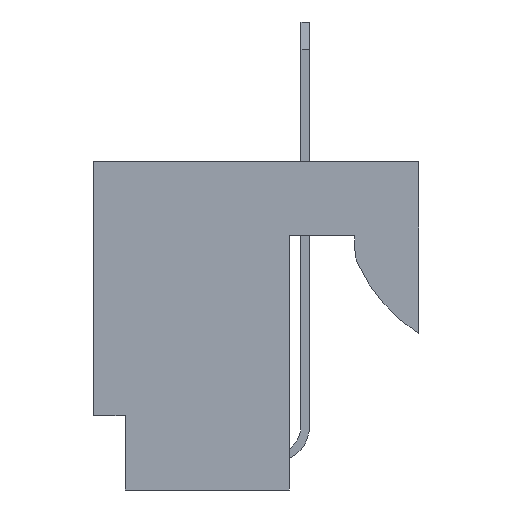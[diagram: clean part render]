
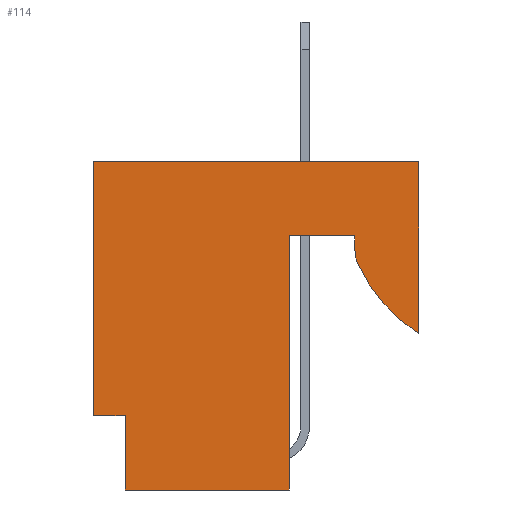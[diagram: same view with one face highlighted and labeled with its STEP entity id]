
A CAD part, left-side view. The second image highlights one B-rep face of the part: STEP entity #114.
In plain terms, the highlighted planar face has unit normal (-1, 0, 0).
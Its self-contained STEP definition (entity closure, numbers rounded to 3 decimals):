
#114=ADVANCED_FACE('',(#417),#418,.F.);
#417=FACE_OUTER_BOUND('',#977,.T.);
#418=PLANE('',#978);
#977=EDGE_LOOP('',(#1657,#1658,#1659,#1660,#1661,#1662,#1663,#1664,#1665,#1666,#1667));
#978=AXIS2_PLACEMENT_3D('',#1668,#1669,#1670);
#1657=ORIENTED_EDGE('',*,*,#3943,.F.);
#1658=ORIENTED_EDGE('',*,*,#3944,.F.);
#1659=ORIENTED_EDGE('',*,*,#3945,.F.);
#1660=ORIENTED_EDGE('',*,*,#3946,.F.);
#1661=ORIENTED_EDGE('',*,*,#3947,.F.);
#1662=ORIENTED_EDGE('',*,*,#3948,.F.);
#1663=ORIENTED_EDGE('',*,*,#3949,.F.);
#1664=ORIENTED_EDGE('',*,*,#3950,.F.);
#1665=ORIENTED_EDGE('',*,*,#3951,.F.);
#1666=ORIENTED_EDGE('',*,*,#3952,.F.);
#1667=ORIENTED_EDGE('',*,*,#3953,.F.);
#1668=CARTESIAN_POINT('',(-5.029,0.0,0.0));
#1669=DIRECTION('',(1.0,0.0,0.0));
#1670=DIRECTION('',(0.0,1.0,-0.0));
#3943=EDGE_CURVE('',#4833,#4834,#4835,.T.);
#3944=EDGE_CURVE('',#4836,#4833,#4837,.T.);
#3945=EDGE_CURVE('',#4838,#4836,#4839,.T.);
#3946=EDGE_CURVE('',#4840,#4838,#4841,.T.);
#3947=EDGE_CURVE('',#4842,#4840,#4843,.T.);
#3948=EDGE_CURVE('',#4844,#4842,#4845,.T.);
#3949=EDGE_CURVE('',#4846,#4844,#4847,.T.);
#3950=EDGE_CURVE('',#4848,#4846,#4849,.T.);
#3951=EDGE_CURVE('',#4850,#4848,#4851,.T.);
#3952=EDGE_CURVE('',#4852,#4850,#4853,.T.);
#3953=EDGE_CURVE('',#4834,#4852,#4854,.T.);
#4833=VERTEX_POINT('',#6157);
#4834=VERTEX_POINT('',#6158);
#4835=LINE('',#6159,#6160);
#4836=VERTEX_POINT('',#6161);
#4837=LINE('',#6162,#6163);
#4838=VERTEX_POINT('',#6164);
#4839=LINE('',#6165,#6166);
#4840=VERTEX_POINT('',#6167);
#4841=LINE('',#6168,#6169);
#4842=VERTEX_POINT('',#6170);
#4843=LINE('',#6171,#6172);
#4844=VERTEX_POINT('',#6173);
#4845=LINE('',#6174,#6175);
#4846=VERTEX_POINT('',#6176);
#4847=LINE('',#6177,#6178);
#4848=VERTEX_POINT('',#6179);
#4849=LINE('',#6180,#6181);
#4850=VERTEX_POINT('',#6182);
#4851=CIRCLE('',#6183,0.762);
#4852=VERTEX_POINT('',#6184);
#4853=CIRCLE('',#6185,3.81);
#4854=LINE('',#6186,#6187);
#6157=CARTESIAN_POINT('',(-5.029,7.798,0.0));
#6158=CARTESIAN_POINT('',(-5.029,0.0,0.0));
#6159=CARTESIAN_POINT('',(-5.029,7.798,0.0));
#6160=VECTOR('',#8019,7.798);
#6161=CARTESIAN_POINT('',(-5.029,7.798,-6.096));
#6162=CARTESIAN_POINT('',(-5.029,7.798,-6.096));
#6163=VECTOR('',#8020,6.096);
#6164=CARTESIAN_POINT('',(-5.029,7.036,-6.096));
#6165=CARTESIAN_POINT('',(-5.029,7.036,-6.096));
#6166=VECTOR('',#8021,0.762);
#6167=CARTESIAN_POINT('',(-5.029,7.036,-7.874));
#6168=CARTESIAN_POINT('',(-5.029,7.036,-7.874));
#6169=VECTOR('',#8022,1.778);
#6170=CARTESIAN_POINT('',(-5.029,3.099,-7.874));
#6171=CARTESIAN_POINT('',(-5.029,3.099,-7.874));
#6172=VECTOR('',#8023,3.937);
#6173=CARTESIAN_POINT('',(-5.029,3.099,-1.778));
#6174=CARTESIAN_POINT('',(-5.029,3.099,-1.778));
#6175=VECTOR('',#8024,6.096);
#6176=CARTESIAN_POINT('',(-5.029,1.524,-1.778));
#6177=CARTESIAN_POINT('',(-5.029,1.524,-1.778));
#6178=VECTOR('',#8025,1.575);
#6179=CARTESIAN_POINT('',(-5.029,1.524,-2.125));
#6180=CARTESIAN_POINT('',(-5.029,1.524,-2.125));
#6181=VECTOR('',#8026,0.347);
#6182=CARTESIAN_POINT('',(-5.029,1.459,-2.434));
#6183=AXIS2_PLACEMENT_3D('',#8027,#8028,#8029);
#6184=CARTESIAN_POINT('',(-5.029,0.0,-4.117));
#6185=AXIS2_PLACEMENT_3D('',#8030,#8031,#8032);
#6186=CARTESIAN_POINT('',(-5.029,0.0,0.0));
#6187=VECTOR('',#8033,4.117);
#8019=DIRECTION('',(0.0,-1.0,0.0));
#8020=DIRECTION('',(0.0,0.0,1.0));
#8021=DIRECTION('',(0.0,1.0,0.0));
#8022=DIRECTION('',(0.0,0.0,1.0));
#8023=DIRECTION('',(0.0,1.0,0.0));
#8024=DIRECTION('',(0.0,0.0,-1.0));
#8025=DIRECTION('',(0.0,1.0,0.0));
#8026=DIRECTION('',(0.0,0.0,1.0));
#8027=CARTESIAN_POINT('',(-5.029,0.762,-2.125));
#8028=DIRECTION('',(1.0,0.0,0.0));
#8029=DIRECTION('',(0.0,0.914,-0.405));
#8030=CARTESIAN_POINT('',(-5.029,-2.024,-0.889));
#8031=DIRECTION('',(1.0,0.0,0.0));
#8032=DIRECTION('',(0.0,0.531,-0.847));
#8033=DIRECTION('',(0.0,0.0,-1.0));
